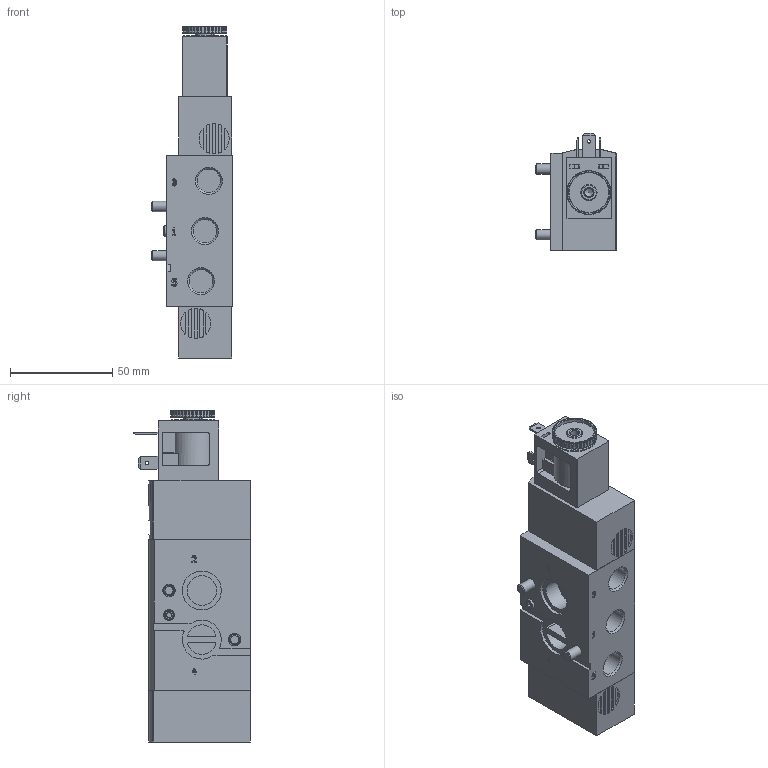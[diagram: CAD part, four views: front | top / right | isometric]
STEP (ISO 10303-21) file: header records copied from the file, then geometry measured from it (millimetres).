
FILE_DESCRIPTION(/* description */ ('STEP AP214'),/* implementation_level */ '2;1');
FILE_NAME(/* name */ '577295_VSNC-FC-M52-MD-G14-F8-1B2',/* time_stamp */ '2024-09-16T11:01:15+02:00',/* author */ ('License CC BY-ND 4.0'),/* organization */ ('CADENAS'),/* preprocessor_version */ 'ST-DEVELOPER v19.3',/* originating_system */ 'PARTsolutions',/* authorisation */ ' ');
FILE_SCHEMA (('AP242_MANAGED_MODEL_BASED_3D_ENGINEERING_MIM_LF { 1 0 10303 442 3 1 4 }','AUTOMOTIVE_DESIGN {1 0 10303 214 3 1 1}'));
Length unit declared in the file: millimetre
Products named in the file (6): 577295 VSNC-FC-M52-MD-G14-F8-1B2; 8026033 VSNC-FC-M52-MD-G14-F8-1B2---(geh); DIN-913 - M5x10; DIN-912 - M5x33.5(F); 8085325 VACF-B; 1878611 VACF-B
Assembly tree (6 placements, depth 2):
  577295 VSNC-FC-M52-MD-G14-F8-1B2
    8026033 VSNC-FC-M52-MD-G14-F8-1B2---(geh)
    DIN-913 - M5x10
    DIN-912 - M5x33.5(F)  x2
    8085325 VACF-B
    1878611 VACF-B
Bounding box: 39.1 x 57.2 x 162.15 mm (x, y, z)
Volume: 191492.6 mm3; surface area: 38357.8 mm2
Topology: 6 solids, 6 shells, 681 faces, 1683 edges, 1088 vertices
Faces by surface type: plane 373, cylinder 201, cone 80, torus 27
Full cylindrical faces by diameter (mm): 1.65 x1, 1.75 x18, 2.459 x1, 3.8 x1, 4.134 x1, 5 x3, 5.5 x2, 7.1 x1, 7.188 x1, 8 x3, 8.15 x1, 8.2 x1, 8.5 x2, 10 x4, 11.445 x3, 14.4 x1, 15.6 x2, 19 x1, 19.5 x1, 21 x1
Entity records: 22138 total; most frequent: CARTESIAN_POINT 3598, DIRECTION 3244, ORIENTED_EDGE 3066, EDGE_CURVE 1533, AXIS2_PLACEMENT_3D 1162, VERTEX_POINT 1056, LINE 920, VECTOR 920
